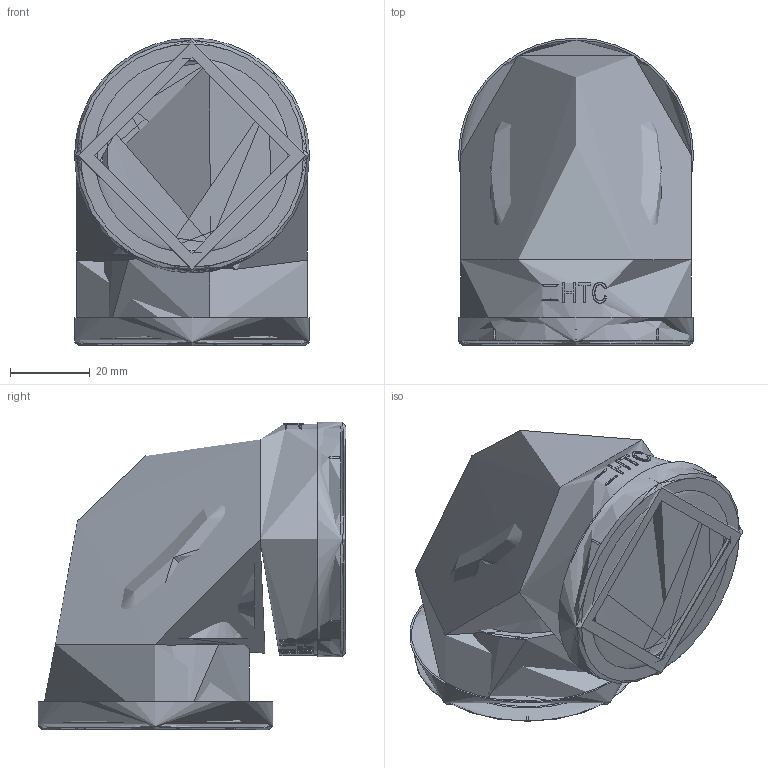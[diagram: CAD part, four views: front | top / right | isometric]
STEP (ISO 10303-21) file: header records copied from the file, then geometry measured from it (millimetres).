
FILE_DESCRIPTION(/* description */ (''),/* implementation_level */ '2;1');
FILE_NAME(/* name */ 'Z6B050050+铁圈.stp',/* time_stamp */ '2025-03-22T16:53:51+08:00',/* author */ (''),/* organization */ (''),/* preprocessor_version */ 'ST-DEVELOPER v16',/* originating_system */ 'SIEMENS PLM Software NX 10.0',/* authorisation */ '');
FILE_SCHEMA (('AUTOMOTIVE_DESIGN { 1 0 10303 214 3 1 1 1 }'));
Length unit declared in the file: millimetre
Products named in the file (1): gelv17ACEE58i0a6
Bounding box: 59 x 77.33 x 77.33 mm (x, y, z)
Volume: 2059.9 mm3; surface area: 41896.8 mm2
Topology: 2 solids, 3 shells, 1954 faces, 5676 edges, 3755 vertices
Faces by surface type: bspline 1654, plane 154, cylinder 106, sphere 32, torus 8
Full cylindrical faces by diameter (mm): 47.803 x16, 49 x2, 50 x2, 58 x4, 59 x2
Entity records: 110542 total; most frequent: CARTESIAN_POINT 63018, ORIENTED_EDGE 11120, DIRECTION 9510, EDGE_CURVE 5560, AXIS2_PLACEMENT_3D 3799, VERTEX_POINT 3711, ELLIPSE 3257, EDGE_LOOP 2031
